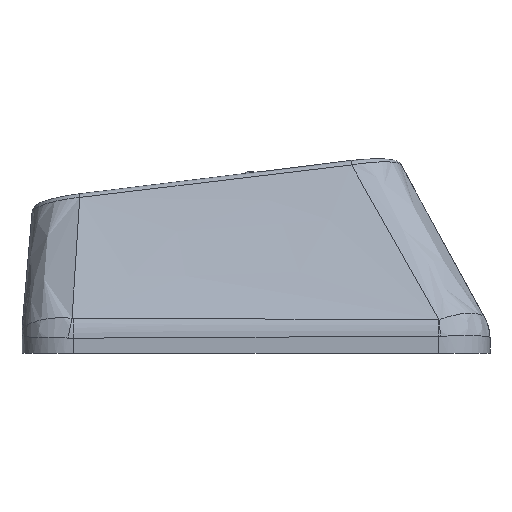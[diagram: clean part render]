
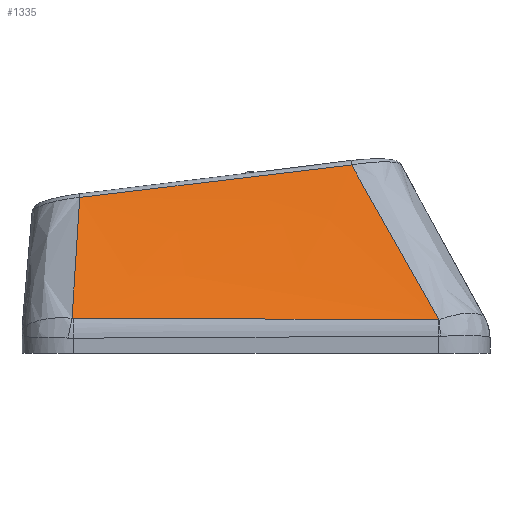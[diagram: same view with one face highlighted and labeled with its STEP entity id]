
A CAD part, left-side view. The second image highlights one B-rep face of the part: STEP entity #1335.
In plain terms, the highlighted free-form (B-spline) face has degree [3, 3] with [4, 4] control points.
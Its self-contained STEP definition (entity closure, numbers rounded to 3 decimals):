
#31=B_SPLINE_SURFACE_WITH_KNOTS('',3,3,((#2706,#2707,#2708,#2709),(#2710,
#2711,#2712,#2713),(#2714,#2715,#2716,#2717),(#2718,#2719,#2720,#2721)),
 .UNSPECIFIED.,.F.,.F.,.F.,(4,4),(4,4),(0.101,0.893),
(0.031,0.954),.UNSPECIFIED.);
#161=FACE_OUTER_BOUND('',#240,.T.);
#240=EDGE_LOOP('',(#1039,#1040,#1041,#1042,#1043,#1044));
#459=B_SPLINE_CURVE_WITH_KNOTS('',3,(#2390,#2391,#2392,#2393),
 .UNSPECIFIED.,.F.,.F.,(4,4),(0.,0.002),
 .UNSPECIFIED.);
#461=B_SPLINE_CURVE_WITH_KNOTS('',3,(#2417,#2418,#2419,#2420),
 .UNSPECIFIED.,.F.,.F.,(4,4),(0.,1.416),.UNSPECIFIED.);
#463=B_SPLINE_CURVE_WITH_KNOTS('',3,(#2444,#2445,#2446,#2447),
 .UNSPECIFIED.,.F.,.F.,(4,4),(0.,0.005),
 .UNSPECIFIED.);
#478=B_SPLINE_CURVE_WITH_KNOTS('',3,(#2723,#2724,#2725,#2726),
 .UNSPECIFIED.,.F.,.F.,(4,4),(0.025,0.771),
 .UNSPECIFIED.);
#479=B_SPLINE_CURVE_WITH_KNOTS('',3,(#2728,#2729,#2730,#2731),
 .UNSPECIFIED.,.F.,.F.,(4,4),(-1.062,0.),
 .UNSPECIFIED.);
#480=B_SPLINE_CURVE_WITH_KNOTS('',3,(#2732,#2733,#2734,#2735),
 .UNSPECIFIED.,.F.,.F.,(4,4),(-0.569,-0.021),
 .UNSPECIFIED.);
#592=VERTEX_POINT('',#2352);
#594=VERTEX_POINT('',#2383);
#596=VERTEX_POINT('',#2410);
#598=VERTEX_POINT('',#2437);
#614=VERTEX_POINT('',#2722);
#615=VERTEX_POINT('',#2727);
#755=EDGE_CURVE('',#592,#594,#459,.T.);
#758=EDGE_CURVE('',#594,#596,#461,.T.);
#761=EDGE_CURVE('',#596,#598,#463,.T.);
#785=EDGE_CURVE('',#614,#592,#478,.T.);
#786=EDGE_CURVE('',#615,#614,#479,.T.);
#787=EDGE_CURVE('',#598,#615,#480,.T.);
#1039=ORIENTED_EDGE('',*,*,#761,.F.);
#1040=ORIENTED_EDGE('',*,*,#758,.F.);
#1041=ORIENTED_EDGE('',*,*,#755,.F.);
#1042=ORIENTED_EDGE('',*,*,#785,.F.);
#1043=ORIENTED_EDGE('',*,*,#786,.F.);
#1044=ORIENTED_EDGE('',*,*,#787,.F.);
#1335=ADVANCED_FACE('',(#161),#31,.T.);
#2352=CARTESIAN_POINT('',(-8.936,-7.099,0.305));
#2383=CARTESIAN_POINT('',(-8.936,-7.078,0.304));
#2390=CARTESIAN_POINT('Ctrl Pts',(-8.936,-7.099,0.305));
#2391=CARTESIAN_POINT('Ctrl Pts',(-8.936,-7.092,0.305));
#2392=CARTESIAN_POINT('Ctrl Pts',(-8.936,-7.085,0.304));
#2393=CARTESIAN_POINT('Ctrl Pts',(-8.936,-7.078,0.304));
#2410=CARTESIAN_POINT('',(-8.867,7.086,0.356));
#2417=CARTESIAN_POINT('Ctrl Pts',(-8.936,-7.078,0.304));
#2418=CARTESIAN_POINT('Ctrl Pts',(-8.919,-2.357,0.32));
#2419=CARTESIAN_POINT('Ctrl Pts',(-8.897,2.364,0.337));
#2420=CARTESIAN_POINT('Ctrl Pts',(-8.867,7.086,0.356));
#2437=CARTESIAN_POINT('',(-8.864,7.138,0.361));
#2444=CARTESIAN_POINT('Ctrl Pts',(-8.867,7.086,0.356));
#2445=CARTESIAN_POINT('Ctrl Pts',(-8.867,7.103,0.356));
#2446=CARTESIAN_POINT('Ctrl Pts',(-8.866,7.121,0.358));
#2447=CARTESIAN_POINT('Ctrl Pts',(-8.864,7.138,0.361));
#2706=CARTESIAN_POINT('Ctrl Pts',(-6.065,-4.087,6.351));
#2707=CARTESIAN_POINT('Ctrl Pts',(-7.022,-5.091,4.336));
#2708=CARTESIAN_POINT('Ctrl Pts',(-7.979,-6.095,2.32));
#2709=CARTESIAN_POINT('Ctrl Pts',(-8.936,-7.099,0.304));
#2710=CARTESIAN_POINT('Ctrl Pts',(-6.065,-0.345,
5.91));
#2711=CARTESIAN_POINT('Ctrl Pts',(-7.022,-1.014,4.034));
#2712=CARTESIAN_POINT('Ctrl Pts',(-7.979,-1.684,2.159));
#2713=CARTESIAN_POINT('Ctrl Pts',(-8.936,-2.353,0.283));
#2714=CARTESIAN_POINT('Ctrl Pts',(-6.065,3.398,5.469));
#2715=CARTESIAN_POINT('Ctrl Pts',(-7.022,3.063,3.733));
#2716=CARTESIAN_POINT('Ctrl Pts',(-7.979,2.728,1.998));
#2717=CARTESIAN_POINT('Ctrl Pts',(-8.936,2.392,0.262));
#2718=CARTESIAN_POINT('Ctrl Pts',(-6.065,7.141,5.027));
#2719=CARTESIAN_POINT('Ctrl Pts',(-7.022,7.14,3.432));
#2720=CARTESIAN_POINT('Ctrl Pts',(-7.979,7.139,1.836));
#2721=CARTESIAN_POINT('Ctrl Pts',(-8.936,7.138,0.241));
#2722=CARTESIAN_POINT('',(-6.065,-3.706,6.306));
#2723=CARTESIAN_POINT('Ctrl Pts',(-6.065,-3.706,6.306));
#2724=CARTESIAN_POINT('Ctrl Pts',(-7.028,-4.842,4.311));
#2725=CARTESIAN_POINT('Ctrl Pts',(-7.984,-5.972,2.309));
#2726=CARTESIAN_POINT('Ctrl Pts',(-8.936,-7.099,0.305));
#2727=CARTESIAN_POINT('',(-6.075,6.84,5.046));
#2728=CARTESIAN_POINT('Ctrl Pts',(-6.075,6.84,5.046));
#2729=CARTESIAN_POINT('Ctrl Pts',(-6.072,3.325,5.464));
#2730=CARTESIAN_POINT('Ctrl Pts',(-6.069,-0.19,
5.884));
#2731=CARTESIAN_POINT('Ctrl Pts',(-6.065,-3.706,6.306));
#2732=CARTESIAN_POINT('Ctrl Pts',(-8.864,7.138,0.361));
#2733=CARTESIAN_POINT('Ctrl Pts',(-7.929,7.032,1.92));
#2734=CARTESIAN_POINT('Ctrl Pts',(-6.998,6.931,3.482));
#2735=CARTESIAN_POINT('Ctrl Pts',(-6.075,6.84,5.046));
